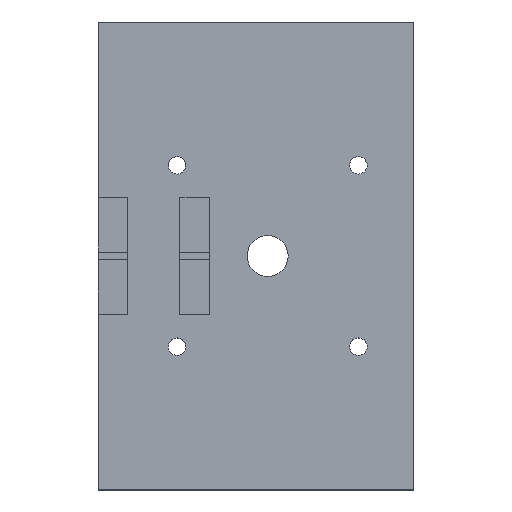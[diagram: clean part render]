
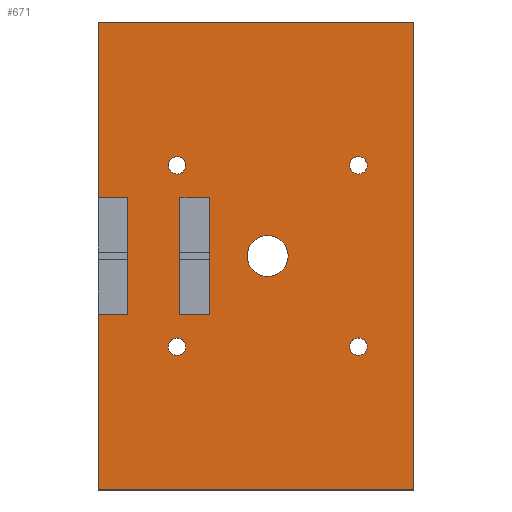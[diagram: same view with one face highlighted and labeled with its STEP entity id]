
A CAD part, top view. The second image highlights one B-rep face of the part: STEP entity #671.
In plain terms, the highlighted planar face has unit normal (0, 0, 1).
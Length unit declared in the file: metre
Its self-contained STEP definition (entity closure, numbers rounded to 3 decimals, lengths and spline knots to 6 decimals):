
#28=CIRCLE('',#726,0.0035);
#29=CIRCLE('',#727,0.0015);
#30=CIRCLE('',#728,0.0015);
#31=CIRCLE('',#729,0.0015);
#32=CIRCLE('',#730,0.0015);
#65=ORIENTED_EDGE('',*,*,#237,.F.);
#66=ORIENTED_EDGE('',*,*,#238,.F.);
#67=ORIENTED_EDGE('',*,*,#239,.F.);
#68=ORIENTED_EDGE('',*,*,#240,.F.);
#69=ORIENTED_EDGE('',*,*,#241,.F.);
#70=ORIENTED_EDGE('',*,*,#230,.F.);
#71=ORIENTED_EDGE('',*,*,#242,.F.);
#72=ORIENTED_EDGE('',*,*,#243,.T.);
#73=ORIENTED_EDGE('',*,*,#244,.T.);
#74=ORIENTED_EDGE('',*,*,#245,.T.);
#75=ORIENTED_EDGE('',*,*,#246,.T.);
#76=ORIENTED_EDGE('',*,*,#247,.F.);
#77=ORIENTED_EDGE('',*,*,#248,.F.);
#78=ORIENTED_EDGE('',*,*,#249,.F.);
#79=ORIENTED_EDGE('',*,*,#250,.F.);
#80=ORIENTED_EDGE('',*,*,#251,.T.);
#81=ORIENTED_EDGE('',*,*,#252,.F.);
#230=EDGE_CURVE('',#315,#317,#382,.T.);
#237=EDGE_CURVE('',#323,#323,#28,.T.);
#238=EDGE_CURVE('',#324,#324,#29,.T.);
#239=EDGE_CURVE('',#325,#325,#30,.T.);
#240=EDGE_CURVE('',#326,#326,#31,.T.);
#241=EDGE_CURVE('',#327,#327,#32,.T.);
#242=EDGE_CURVE('',#328,#315,#388,.T.);
#243=EDGE_CURVE('',#328,#329,#389,.T.);
#244=EDGE_CURVE('',#329,#317,#390,.T.);
#245=EDGE_CURVE('',#330,#331,#391,.T.);
#246=EDGE_CURVE('',#331,#332,#392,.T.);
#247=EDGE_CURVE('',#333,#332,#393,.T.);
#248=EDGE_CURVE('',#334,#333,#394,.T.);
#249=EDGE_CURVE('',#335,#334,#395,.T.);
#250=EDGE_CURVE('',#336,#335,#396,.T.);
#251=EDGE_CURVE('',#336,#337,#397,.T.);
#252=EDGE_CURVE('',#330,#337,#398,.T.);
#315=VERTEX_POINT('',#994);
#317=VERTEX_POINT('',#997);
#323=VERTEX_POINT('',#1011);
#324=VERTEX_POINT('',#1013);
#325=VERTEX_POINT('',#1015);
#326=VERTEX_POINT('',#1017);
#327=VERTEX_POINT('',#1019);
#328=VERTEX_POINT('',#1021);
#329=VERTEX_POINT('',#1023);
#330=VERTEX_POINT('',#1026);
#331=VERTEX_POINT('',#1027);
#332=VERTEX_POINT('',#1029);
#333=VERTEX_POINT('',#1031);
#334=VERTEX_POINT('',#1033);
#335=VERTEX_POINT('',#1035);
#336=VERTEX_POINT('',#1037);
#337=VERTEX_POINT('',#1039);
#382=LINE('',#996,#438);
#388=LINE('',#1020,#444);
#389=LINE('',#1022,#445);
#390=LINE('',#1024,#446);
#391=LINE('',#1025,#447);
#392=LINE('',#1028,#448);
#393=LINE('',#1030,#449);
#394=LINE('',#1032,#450);
#395=LINE('',#1034,#451);
#396=LINE('',#1036,#452);
#397=LINE('',#1038,#453);
#398=LINE('',#1040,#454);
#438=VECTOR('',#798,1.);
#444=VECTOR('',#818,1.);
#445=VECTOR('',#819,1.);
#446=VECTOR('',#820,1.);
#447=VECTOR('',#821,1.);
#448=VECTOR('',#822,1.);
#449=VECTOR('',#823,1.);
#450=VECTOR('',#824,1.);
#451=VECTOR('',#825,1.);
#452=VECTOR('',#826,1.);
#453=VECTOR('',#827,1.);
#454=VECTOR('',#828,1.);
#494=EDGE_LOOP('',(#65));
#495=EDGE_LOOP('',(#66));
#496=EDGE_LOOP('',(#67));
#497=EDGE_LOOP('',(#68));
#498=EDGE_LOOP('',(#69));
#499=EDGE_LOOP('',(#70,#71,#72,#73));
#500=EDGE_LOOP('',(#74,#75,#76,#77,#78,#79,#80,#81));
#570=FACE_BOUND('',#494,.T.);
#571=FACE_BOUND('',#495,.T.);
#572=FACE_BOUND('',#496,.T.);
#573=FACE_BOUND('',#497,.T.);
#574=FACE_BOUND('',#498,.T.);
#575=FACE_BOUND('',#499,.T.);
#576=FACE_BOUND('',#500,.T.);
#646=PLANE('',#725);
#671=ADVANCED_FACE('',(#570,#571,#572,#573,#574,#575,#576),#646,.F.);
#725=AXIS2_PLACEMENT_3D('',#1009,#806,#807);
#726=AXIS2_PLACEMENT_3D('',#1010,#808,#809);
#727=AXIS2_PLACEMENT_3D('',#1012,#810,#811);
#728=AXIS2_PLACEMENT_3D('',#1014,#812,#813);
#729=AXIS2_PLACEMENT_3D('',#1016,#814,#815);
#730=AXIS2_PLACEMENT_3D('',#1018,#816,#817);
#798=DIRECTION('',(0.,1.,0.));
#806=DIRECTION('',(0.,0.,-1.));
#807=DIRECTION('',(-1.,0.,0.));
#808=DIRECTION('',(0.,0.,1.));
#809=DIRECTION('',(1.,0.,0.));
#810=DIRECTION('',(0.,0.,1.));
#811=DIRECTION('',(1.,0.,0.));
#812=DIRECTION('',(0.,0.,1.));
#813=DIRECTION('',(1.,0.,0.));
#814=DIRECTION('',(0.,0.,1.));
#815=DIRECTION('',(1.,0.,0.));
#816=DIRECTION('',(0.,0.,1.));
#817=DIRECTION('',(1.,0.,0.));
#818=DIRECTION('',(1.,0.,0.));
#819=DIRECTION('',(0.,1.,0.));
#820=DIRECTION('',(1.,0.,0.));
#821=DIRECTION('',(1.,0.,0.));
#822=DIRECTION('',(0.,1.,0.));
#823=DIRECTION('',(1.,0.,0.));
#824=DIRECTION('',(0.,1.,0.));
#825=DIRECTION('',(-1.,0.,0.));
#826=DIRECTION('',(0.,1.,0.));
#827=DIRECTION('',(-1.,0.,0.));
#828=DIRECTION('',(0.,1.,0.));
#994=CARTESIAN_POINT('',(0.087099,-0.01,-0.0095));
#996=CARTESIAN_POINT('',(0.087099,0.025,-0.0095));
#997=CARTESIAN_POINT('',(0.087099,0.01,-0.0095));
#1009=CARTESIAN_POINT('',(0.068099,0.025,-0.0095));
#1010=CARTESIAN_POINT('',(0.097099,0.,-0.0095));
#1011=CARTESIAN_POINT('',(0.100599,0.,-0.0095));
#1012=CARTESIAN_POINT('',(0.081599,0.0155,-0.0095));
#1013=CARTESIAN_POINT('',(0.083099,0.0155,-0.0095));
#1014=CARTESIAN_POINT('',(0.081599,-0.0155,-0.0095));
#1015=CARTESIAN_POINT('',(0.083099,-0.0155,-0.0095));
#1016=CARTESIAN_POINT('',(0.112599,-0.0155,-0.0095));
#1017=CARTESIAN_POINT('',(0.114099,-0.0155,-0.0095));
#1018=CARTESIAN_POINT('',(0.112599,0.0155,-0.0095));
#1019=CARTESIAN_POINT('',(0.114099,0.0155,-0.0095));
#1020=CARTESIAN_POINT('',(0.082099,-0.01,-0.0095));
#1021=CARTESIAN_POINT('',(0.082099,-0.01,-0.0095));
#1022=CARTESIAN_POINT('',(0.082099,0.,-0.0095));
#1023=CARTESIAN_POINT('',(0.082099,0.01,-0.0095));
#1024=CARTESIAN_POINT('',(0.082099,0.01,-0.0095));
#1025=CARTESIAN_POINT('',(0.068099,-0.04,-0.0095));
#1026=CARTESIAN_POINT('',(0.068099,-0.04,-0.0095));
#1027=CARTESIAN_POINT('',(0.122099,-0.04,-0.0095));
#1028=CARTESIAN_POINT('',(0.122099,0.025,-0.0095));
#1029=CARTESIAN_POINT('',(0.122099,0.04,-0.0095));
#1030=CARTESIAN_POINT('',(0.068099,0.04,-0.0095));
#1031=CARTESIAN_POINT('',(0.068099,0.04,-0.0095));
#1032=CARTESIAN_POINT('',(0.068099,0.025,-0.0095));
#1033=CARTESIAN_POINT('',(0.068099,0.01,-0.0095));
#1034=CARTESIAN_POINT('',(0.073099,0.01,-0.0095));
#1035=CARTESIAN_POINT('',(0.073099,0.01,-0.0095));
#1036=CARTESIAN_POINT('',(0.073099,0.,-0.0095));
#1037=CARTESIAN_POINT('',(0.073099,-0.01,-0.0095));
#1038=CARTESIAN_POINT('',(0.073099,-0.01,-0.0095));
#1039=CARTESIAN_POINT('',(0.068099,-0.01,-0.0095));
#1040=CARTESIAN_POINT('',(0.068099,0.025,-0.0095));
